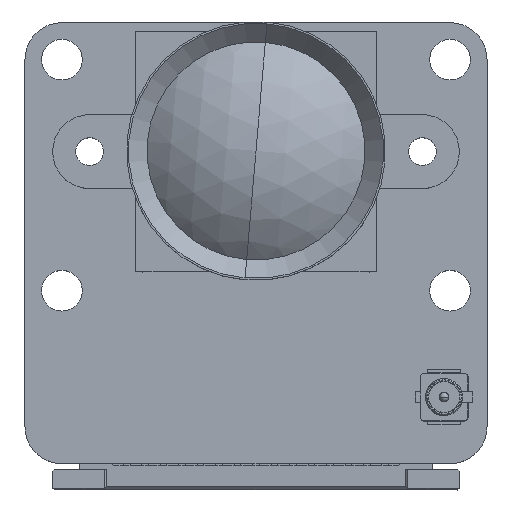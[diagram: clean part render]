
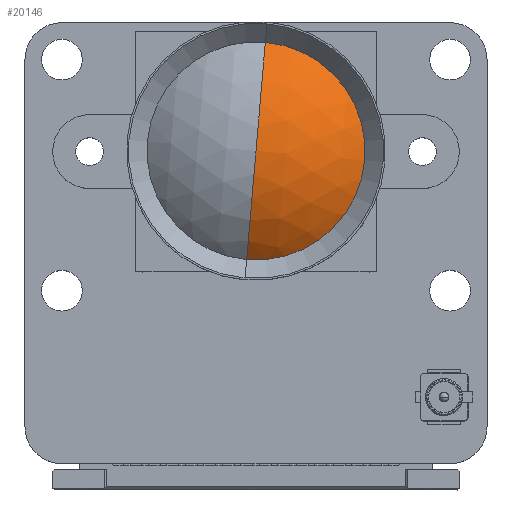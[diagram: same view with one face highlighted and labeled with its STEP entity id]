
A CAD part, top view. The second image highlights one B-rep face of the part: STEP entity #20146.
In plain terms, the highlighted spherical face has radius 8.717 mm.
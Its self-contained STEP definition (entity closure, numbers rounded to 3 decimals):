
#2804 = DIRECTION ( 'NONE',  ( 0., 0., 1. ) ) ;
#9014 = CARTESIAN_POINT ( 'NONE',  ( 0., 10.083, 0. ) ) ;
#12135 = DIRECTION ( 'NONE',  ( 0., 0., -1. ) ) ;
#14389 = EDGE_CURVE ( 'NONE', #75832, #18368, #28052, .T. ) ;
#18368 = VERTEX_POINT ( 'NONE', #22216 ) ;
#18965 = EDGE_LOOP ( 'NONE', ( #44906, #42352, #23787 ) ) ;
#20146 = ADVANCED_FACE ( 'NONE', ( #54083 ), #60293, .T. ) ;
#21125 = AXIS2_PLACEMENT_3D ( 'NONE', #66429, #54028, #79257 ) ;
#22216 = CARTESIAN_POINT ( 'NONE',  ( 0., 16.5, -5.9 ) ) ;
#23787 = ORIENTED_EDGE ( 'NONE', *, *, #35471, .T. ) ;
#28052 = CIRCLE ( 'NONE', #65005, 5.9 ) ;
#33943 = CARTESIAN_POINT ( 'NONE',  ( 0., 16.5, 0. ) ) ;
#34261 = DIRECTION ( 'NONE',  ( -1., 0., 0. ) ) ;
#35471 = EDGE_CURVE ( 'NONE', #18368, #81145, #79224, .T. ) ;
#39330 = DIRECTION ( 'NONE',  ( 0., 1., 0. ) ) ;
#42352 = ORIENTED_EDGE ( 'NONE', *, *, #14389, .T. ) ;
#44906 = ORIENTED_EDGE ( 'NONE', *, *, #59887, .F. ) ;
#45027 = CARTESIAN_POINT ( 'NONE',  ( 0., 18.8, 0. ) ) ;
#47580 = AXIS2_PLACEMENT_3D ( 'NONE', #53687, #73908, #12135 ) ;
#52087 = AXIS2_PLACEMENT_3D ( 'NONE', #9014, #34261, #2804 ) ;
#53687 = CARTESIAN_POINT ( 'NONE',  ( 0., 10.083, 0. ) ) ;
#54028 = DIRECTION ( 'NONE',  ( 1., 0., 0. ) ) ;
#54083 = FACE_OUTER_BOUND ( 'NONE', #18965, .T. ) ;
#57359 = CIRCLE ( 'NONE', #52087, 8.717 ) ;
#59887 = EDGE_CURVE ( 'NONE', #75832, #81145, #57359, .T. ) ;
#60293 = SPHERICAL_SURFACE ( 'NONE', #47580, 8.717 ) ;
#65005 = AXIS2_PLACEMENT_3D ( 'NONE', #33943, #39330, #77804 ) ;
#66429 = CARTESIAN_POINT ( 'NONE',  ( 0., 10.083, 0. ) ) ;
#71376 = CARTESIAN_POINT ( 'NONE',  ( 0., 16.5, 5.9 ) ) ;
#73908 = DIRECTION ( 'NONE',  ( -1., 0., 0. ) ) ;
#75832 = VERTEX_POINT ( 'NONE', #71376 ) ;
#77804 = DIRECTION ( 'NONE',  ( 0., 0., 1. ) ) ;
#79224 = CIRCLE ( 'NONE', #21125, 8.717 ) ;
#79257 = DIRECTION ( 'NONE',  ( 0., 0., -1. ) ) ;
#81145 = VERTEX_POINT ( 'NONE', #45027 ) ;
